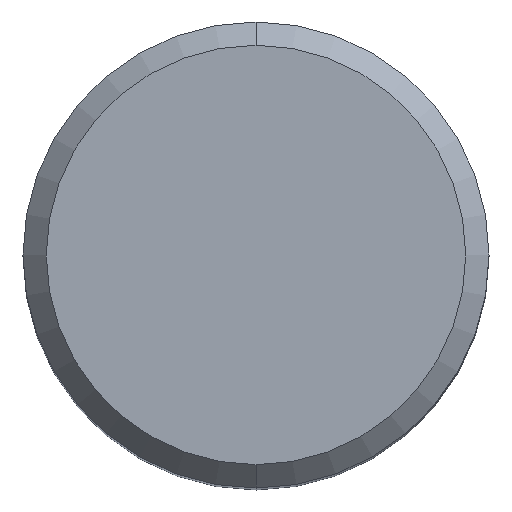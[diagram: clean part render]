
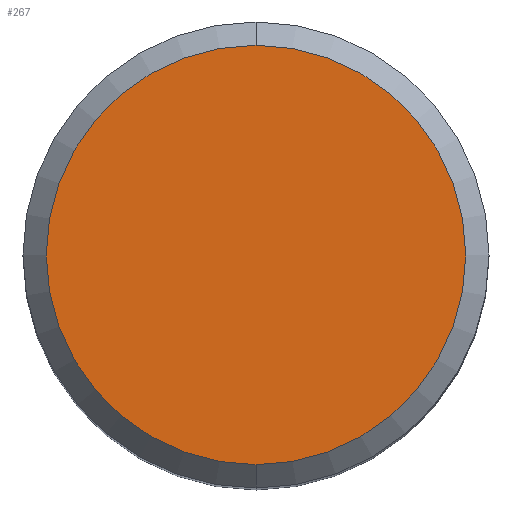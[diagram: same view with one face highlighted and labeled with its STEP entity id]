
A CAD part, top view. The second image highlights one B-rep face of the part: STEP entity #267.
In plain terms, the highlighted planar face has unit normal (0, 0, 1).
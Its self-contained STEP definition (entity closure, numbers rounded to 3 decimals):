
#199=EDGE_CURVE('',#303,#279,#491,.T.);
#267=ADVANCED_FACE('',(#568),#569,.T.);
#279=VERTEX_POINT('',#581);
#303=VERTEX_POINT('',#609);
#377=EDGE_CURVE('',#279,#303,#694,.T.);
#491=CIRCLE('',#830,9.0);
#568=FACE_OUTER_BOUND('',#1008,.T.);
#569=PLANE('',#1009);
#581=CARTESIAN_POINT('',(0.,-9.0,0.0));
#609=CARTESIAN_POINT('',(0.0,9.0,0.0));
#694=CIRCLE('',#1431,9.0);
#830=AXIS2_PLACEMENT_3D('',#1562,#1563,#1564);
#1008=EDGE_LOOP('',(#1659,#1660));
#1009=AXIS2_PLACEMENT_3D('',#1661,#1662,#1663);
#1431=AXIS2_PLACEMENT_3D('',#1832,#1833,#1834);
#1562=CARTESIAN_POINT('',(0.0,0.0,0.0));
#1563=DIRECTION('',(0.0,0.0,-1.0));
#1564=DIRECTION('',(0.0,1.0,0.0));
#1659=ORIENTED_EDGE('',*,*,#199,.F.);
#1660=ORIENTED_EDGE('',*,*,#377,.F.);
#1661=CARTESIAN_POINT('',(0.0,4.5,0.0));
#1662=DIRECTION('',(-0.0,0.0,1.0));
#1663=DIRECTION('',(0.0,-1.0,0.0));
#1832=CARTESIAN_POINT('',(0.0,0.0,0.0));
#1833=DIRECTION('',(0.0,0.0,-1.0));
#1834=DIRECTION('',(0.0,1.0,0.0));
